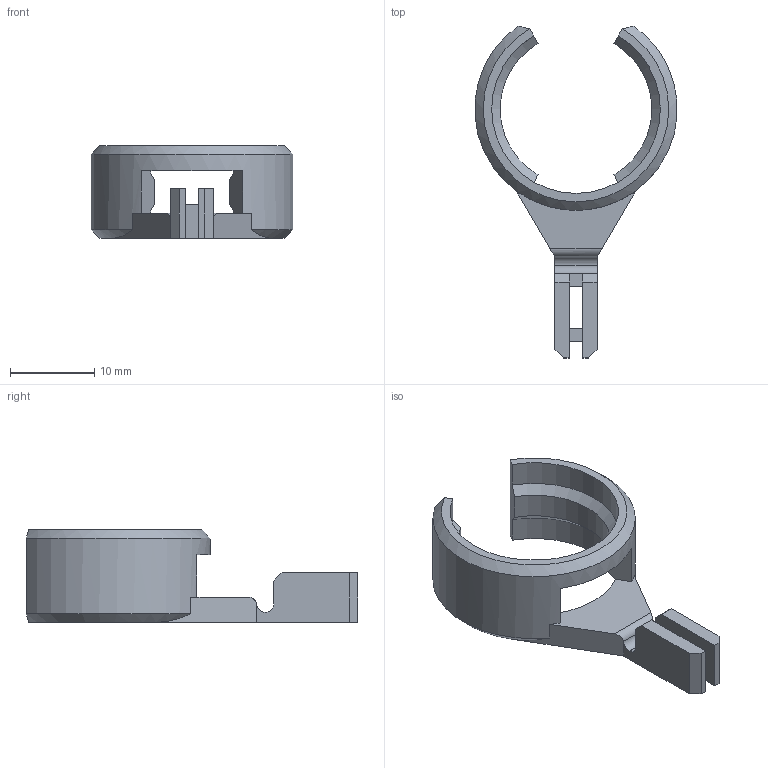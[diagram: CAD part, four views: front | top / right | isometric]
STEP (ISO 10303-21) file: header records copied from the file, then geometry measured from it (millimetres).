
FILE_DESCRIPTION(('FreeCAD Model'),'2;1');
FILE_NAME('Open CASCADE Shape Model','2022-11-03T00:27:14',('Author'),( ''),'Open CASCADE STEP processor 7.4','FreeCAD','Unknown');
FILE_SCHEMA(('AUTOMOTIVE_DESIGN { 1 0 10303 214 1 1 1 1 }'));
Length unit declared in the file: millimetre
Products named in the file (1): Component2
Bounding box: 23.93 x 39.36 x 11 mm (x, y, z)
Volume: 1631.9 mm3; surface area: 1923 mm2
Topology: 1 solids, 1 shells, 46 faces, 133 edges, 86 vertices
Faces by surface type: plane 31, cylinder 8, cone 7
Entity records: 1526 total; most frequent: CARTESIAN_POINT 278, ORIENTED_EDGE 266, DIRECTION 250, EDGE_CURVE 133, LINE 98, VECTOR 98, VERTEX_POINT 86, AXIS2_PLACEMENT_3D 76
